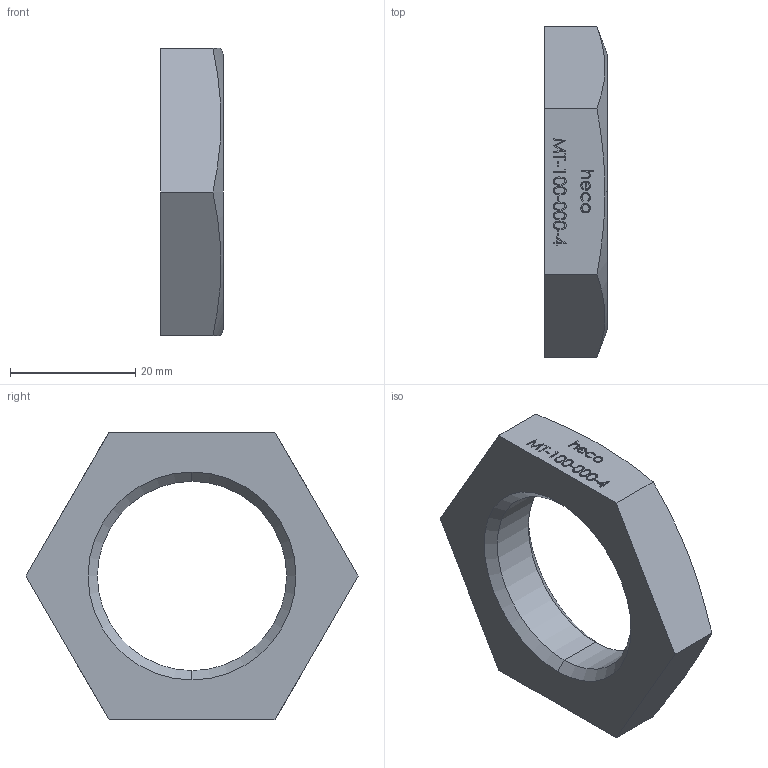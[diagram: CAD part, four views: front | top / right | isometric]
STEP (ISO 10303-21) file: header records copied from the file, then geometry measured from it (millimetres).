
FILE_DESCRIPTION (( 'STEP AP214' ), '1' );
FILE_NAME ('MT-100-000-4 Rohrmutter DIN431.STEP', '2018-06-19T08:26:27', ( '' ), ( '' ), 'SwSTEP 2.0', 'SolidWorks 2016', '' );
FILE_SCHEMA (( 'AUTOMOTIVE_DESIGN' ));
Length unit declared in the file: millimetre
Products named in the file (1): MT-100-000-4 Rohrmutter DIN431
Bounding box: 10 x 53.12 x 46 mm (x, y, z)
Volume: 10748.8 mm3; surface area: 4505.3 mm2
Topology: 1 solids, 1 shells, 185 faces, 473 edges, 314 vertices
Faces by surface type: plane 97, bspline 80, cone 6, cylinder 2
Entity records: 12662 total; most frequent: CARTESIAN_POINT 6917, ORIENTED_EDGE 946, DIRECTION 527, EDGE_CURVE 473, VERTEX_POINT 314, LINE 295, VECTOR 295, EDGE_LOOP 211
